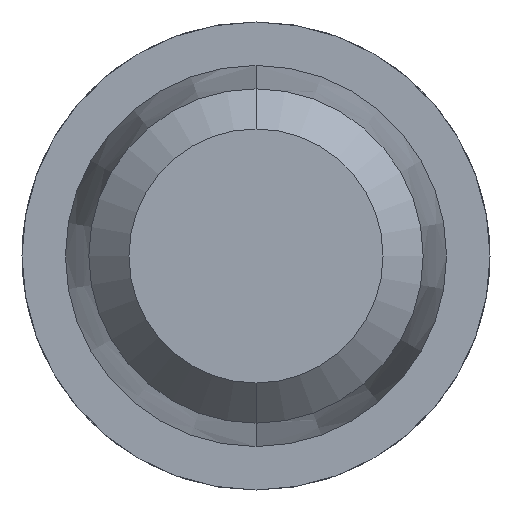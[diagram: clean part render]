
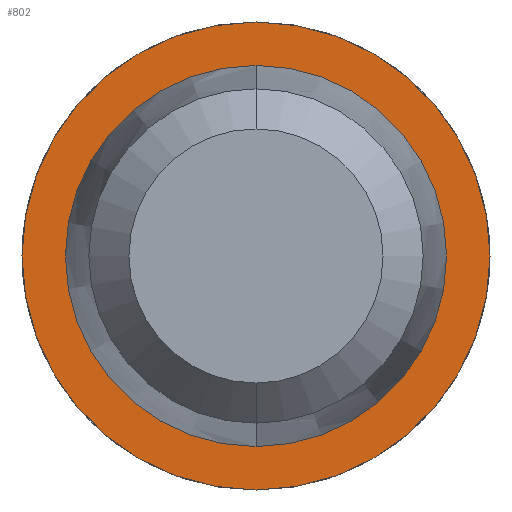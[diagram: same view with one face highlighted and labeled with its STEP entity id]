
A CAD part, front view. The second image highlights one B-rep face of the part: STEP entity #802.
In plain terms, the highlighted planar face has unit normal (0, -1, 0).
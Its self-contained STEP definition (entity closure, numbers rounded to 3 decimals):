
#179 = AXIS2_PLACEMENT_3D ( 'NONE', #3861, #1929, #2582 ) ;
#203 = EDGE_CURVE ( 'Defeature ausgef�hrt3_16+Defeature ausgef�hrt3_17+Defeature ausgef�hrt3_17+Defeature ausgef�hrt3_17', #2354, #3060, #999, .T. ) ;
#220 = CARTESIAN_POINT ( 'NONE',  ( 0., 26., 0. ) ) ;
#286 = EDGE_LOOP ( 'NONE', ( #1554, #1020 ) ) ;
#519 = ORIENTED_EDGE ( 'NONE', *, *, #203, .T. ) ;
#607 = EDGE_CURVE ( 'Defeature ausgef�hrt3_15+Defeature ausgef�hrt3_16+Defeature ausgef�hrt3_16+Defeature ausgef�hrt3_16', #2856, #3994, #3662, .T. ) ;
#802 = ADVANCED_FACE ( 'Defeature ausgef�hrt3_16', ( #1158, #1305 ), #2914, .T. ) ;
#855 = DIRECTION ( 'NONE',  ( 0., 0., -1. ) ) ;
#999 = CIRCLE ( 'NONE', #2196, 0.7 ) ;
#1020 = ORIENTED_EDGE ( 'NONE', *, *, #3045, .F. ) ;
#1071 = AXIS2_PLACEMENT_3D ( 'NONE', #3245, #1284, #1649 ) ;
#1110 = ORIENTED_EDGE ( 'NONE', *, *, #4030, .T. ) ;
#1139 = DIRECTION ( 'NONE',  ( 0., 0., -1. ) ) ;
#1158 = FACE_OUTER_BOUND ( 'NONE', #1767, .T. ) ;
#1284 = DIRECTION ( 'NONE',  ( 0., -1., 0. ) ) ;
#1305 = FACE_BOUND ( 'NONE', #286, .T. ) ;
#1309 = CARTESIAN_POINT ( 'NONE',  ( 0., 26., -0.57 ) ) ;
#1554 = ORIENTED_EDGE ( 'NONE', *, *, #607, .F. ) ;
#1576 = DIRECTION ( 'NONE',  ( 0., 0., -1. ) ) ;
#1628 = AXIS2_PLACEMENT_3D ( 'NONE', #2226, #3526, #1576 ) ;
#1649 = DIRECTION ( 'NONE',  ( 0., 0., -1. ) ) ;
#1767 = EDGE_LOOP ( 'NONE', ( #1110, #519 ) ) ;
#1812 = CIRCLE ( 'NONE', #179, 0.7 ) ;
#1818 = DIRECTION ( 'NONE',  ( 0., -1., 0. ) ) ;
#1860 = CIRCLE ( 'NONE', #1628, 0.57 ) ;
#1929 = DIRECTION ( 'NONE',  ( 0., -1., 0. ) ) ;
#2088 = AXIS2_PLACEMENT_3D ( 'NONE', #220, #2164, #855 ) ;
#2164 = DIRECTION ( 'NONE',  ( 0., -1., 0. ) ) ;
#2196 = AXIS2_PLACEMENT_3D ( 'NONE', #3124, #1818, #1139 ) ;
#2226 = CARTESIAN_POINT ( 'NONE',  ( 0., 26., 0. ) ) ;
#2354 = VERTEX_POINT ( 'NONE', #3425 ) ;
#2582 = DIRECTION ( 'NONE',  ( 0., 0., -1. ) ) ;
#2856 = VERTEX_POINT ( 'NONE', #3270 ) ;
#2914 = PLANE ( 'NONE',  #1071 ) ;
#3045 = EDGE_CURVE ( 'Defeature ausgef�hrt3_15+Defeature ausgef�hrt3_16+Defeature ausgef�hrt3_16+Defeature ausgef�hrt3_16', #3994, #2856, #1860, .T. ) ;
#3060 = VERTEX_POINT ( 'NONE', #3816 ) ;
#3124 = CARTESIAN_POINT ( 'NONE',  ( 0., 26., 0. ) ) ;
#3245 = CARTESIAN_POINT ( 'NONE',  ( 0.57, 26., 0. ) ) ;
#3270 = CARTESIAN_POINT ( 'NONE',  ( 0., 26., 0.57 ) ) ;
#3425 = CARTESIAN_POINT ( 'NONE',  ( 0., 26., 0.7 ) ) ;
#3526 = DIRECTION ( 'NONE',  ( 0., -1., 0. ) ) ;
#3662 = CIRCLE ( 'NONE', #2088, 0.57 ) ;
#3816 = CARTESIAN_POINT ( 'NONE',  ( 0., 26., -0.7 ) ) ;
#3861 = CARTESIAN_POINT ( 'NONE',  ( 0., 26., 0. ) ) ;
#3994 = VERTEX_POINT ( 'NONE', #1309 ) ;
#4030 = EDGE_CURVE ( 'Defeature ausgef�hrt3_16+Defeature ausgef�hrt3_17+Defeature ausgef�hrt3_17+Defeature ausgef�hrt3_17', #3060, #2354, #1812, .T. ) ;
